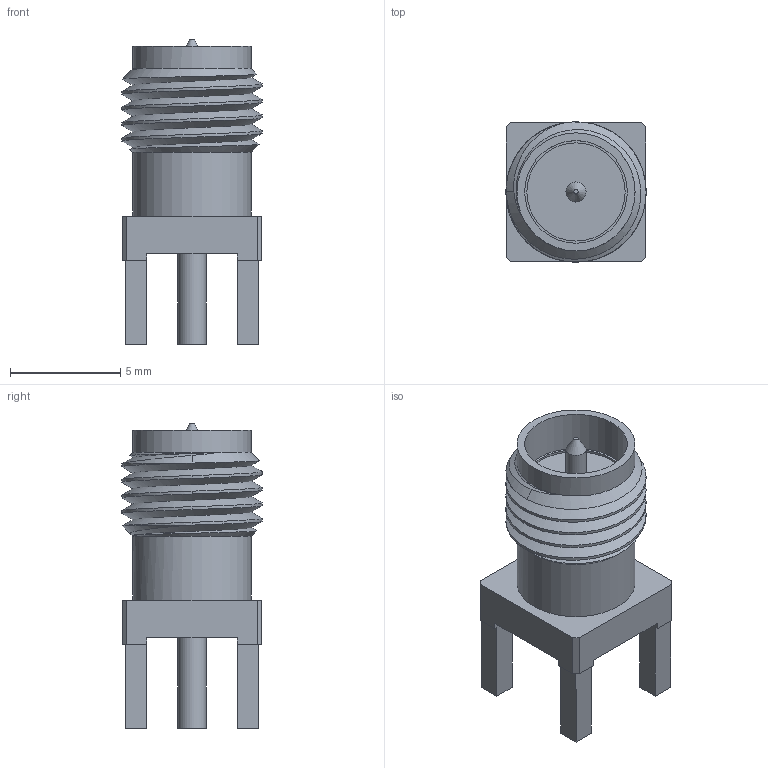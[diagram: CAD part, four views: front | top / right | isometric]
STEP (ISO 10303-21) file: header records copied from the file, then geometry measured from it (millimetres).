
FILE_DESCRIPTION(/* description */ ('STEP AP214'),/* implementation_level */ '2;1');
FILE_NAME(/* name */ 'SMA_Vertical.step',/* time_stamp */ '2026-02-09T14:09:34-08:00',/* author */ (''),/* organization */ (''),/* preprocessor_version */ 'ST-DEVELOPER v20.1',/* originating_system */ 'Autodesk Translation Framework v14.24.0.0',/* authorisation */ '');
FILE_SCHEMA (('AUTOMOTIVE_DESIGN { 1 0 10303 214 3 1 1 }'));
Length unit declared in the file: millimetre
Products named in the file (1): CONSMA001-ND
Bounding box: 6.35 x 6.35 x 13.8 mm (x, y, z)
Volume: 246.1 mm3; surface area: 429.6 mm2
Topology: 1 solids, 1 shells, 60 faces, 150 edges, 98 vertices
Faces by surface type: plane 40, cylinder 12, cone 6, bspline 2
Full cylindrical faces by diameter (mm): 0.91 x1, 1.27 x1, 4.45 x1, 4.65 x1, 5 x1, 5.35 x2, 6.35 x3
Entity records: 2677 total; most frequent: CARTESIAN_POINT 1219, ORIENTED_EDGE 300, DIRECTION 269, EDGE_CURVE 150, LINE 111, VECTOR 111, VERTEX_POINT 98, AXIS2_PLACEMENT_3D 79
